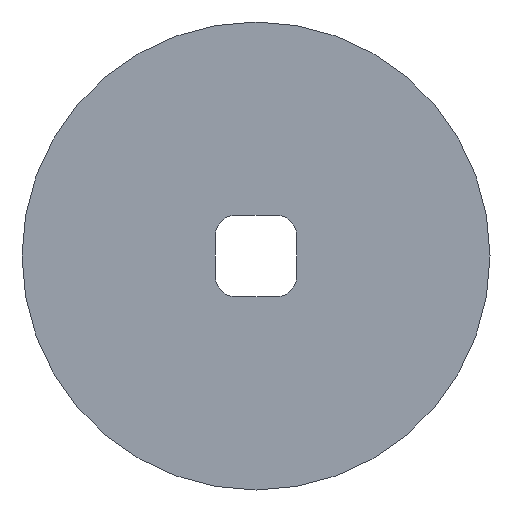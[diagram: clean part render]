
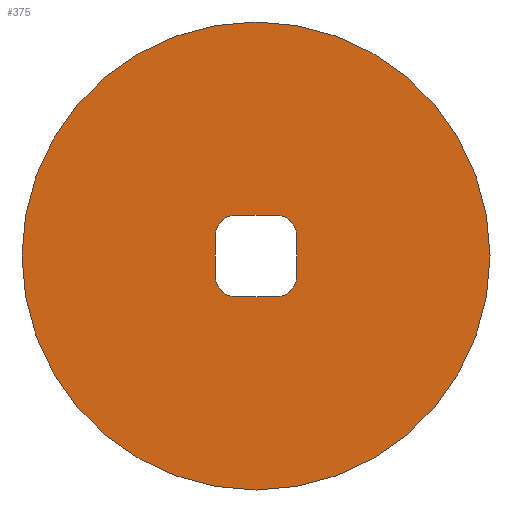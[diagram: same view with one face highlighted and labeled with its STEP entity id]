
A CAD part, front view. The second image highlights one B-rep face of the part: STEP entity #375.
In plain terms, the highlighted planar face has unit normal (0, -1, 0).
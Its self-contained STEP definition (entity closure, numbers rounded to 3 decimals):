
#2 = VERTEX_POINT ( 'NONE', #174 ) ;
#4 = PLANE ( 'NONE',  #172 ) ;
#10 = EDGE_CURVE ( 'NONE', #402, #2, #155, .T. ) ;
#15 = ORIENTED_EDGE ( 'NONE', *, *, #465, .F. ) ;
#16 = DIRECTION ( 'NONE',  ( 1., 0., 0. ) ) ;
#23 = DIRECTION ( 'NONE',  ( 0., 1., 0. ) ) ;
#28 = DIRECTION ( 'NONE',  ( 0., 0., 1. ) ) ;
#38 = CIRCLE ( 'NONE', #164, 0.06 ) ;
#42 = ORIENTED_EDGE ( 'NONE', *, *, #278, .T. ) ;
#53 = ORIENTED_EDGE ( 'NONE', *, *, #137, .T. ) ;
#61 = ORIENTED_EDGE ( 'NONE', *, *, #412, .F. ) ;
#63 = DIRECTION ( 'NONE',  ( 0., 0., 1. ) ) ;
#65 = CARTESIAN_POINT ( 'NONE',  ( 0.06, 0., -0.06 ) ) ;
#67 = CARTESIAN_POINT ( 'NONE',  ( -0.06, 0., 0.06 ) ) ;
#91 = DIRECTION ( 'NONE',  ( 0., 0., -1. ) ) ;
#92 = VERTEX_POINT ( 'NONE', #199 ) ;
#95 = VERTEX_POINT ( 'NONE', #132 ) ;
#98 = ORIENTED_EDGE ( 'NONE', *, *, #518, .T. ) ;
#99 = DIRECTION ( 'NONE',  ( 0., 0., 1. ) ) ;
#101 = DIRECTION ( 'NONE',  ( 0., 0., 1. ) ) ;
#110 = CARTESIAN_POINT ( 'NONE',  ( 0., 0., 0. ) ) ;
#119 = VERTEX_POINT ( 'NONE', #293 ) ;
#124 = AXIS2_PLACEMENT_3D ( 'NONE', #492, #289, #91 ) ;
#128 = EDGE_LOOP ( 'NONE', ( #192, #160, #148, #42, #98, #53, #355, #242 ) ) ;
#132 = CARTESIAN_POINT ( 'NONE',  ( 0., 0., 0.69 ) ) ;
#133 = VECTOR ( 'NONE', #226, 1000. ) ;
#135 = EDGE_LOOP ( 'NONE', ( #15, #61 ) ) ;
#137 = EDGE_CURVE ( 'NONE', #290, #210, #179, .T. ) ;
#142 = DIRECTION ( 'NONE',  ( 0., 1., 0. ) ) ;
#148 = ORIENTED_EDGE ( 'NONE', *, *, #345, .T. ) ;
#155 = CIRCLE ( 'NONE', #384, 0.06 ) ;
#159 = CARTESIAN_POINT ( 'NONE',  ( 0., 0., 0. ) ) ;
#160 = ORIENTED_EDGE ( 'NONE', *, *, #207, .T. ) ;
#164 = AXIS2_PLACEMENT_3D ( 'NONE', #65, #142, #458 ) ;
#172 = AXIS2_PLACEMENT_3D ( 'NONE', #159, #216, #519 ) ;
#174 = CARTESIAN_POINT ( 'NONE',  ( -0.06, 0., 0.12 ) ) ;
#175 = CARTESIAN_POINT ( 'NONE',  ( -0.06, 0., 0.12 ) ) ;
#176 = DIRECTION ( 'NONE',  ( 0., 0., 1. ) ) ;
#177 = CARTESIAN_POINT ( 'NONE',  ( 0., 0., 0. ) ) ;
#179 = CIRCLE ( 'NONE', #124, 0.06 ) ;
#180 = AXIS2_PLACEMENT_3D ( 'NONE', #177, #223, #28 ) ;
#183 = CARTESIAN_POINT ( 'NONE',  ( -0.12, 0., -0.06 ) ) ;
#192 = ORIENTED_EDGE ( 'NONE', *, *, #295, .T. ) ;
#199 = CARTESIAN_POINT ( 'NONE',  ( 0.12, 0., 0.06 ) ) ;
#207 = EDGE_CURVE ( 'NONE', #481, #92, #337, .T. ) ;
#210 = VERTEX_POINT ( 'NONE', #471 ) ;
#216 = DIRECTION ( 'NONE',  ( 0., 1., 0. ) ) ;
#223 = DIRECTION ( 'NONE',  ( 0., 1., 0. ) ) ;
#226 = DIRECTION ( 'NONE',  ( 0., 0., -1. ) ) ;
#234 = CARTESIAN_POINT ( 'NONE',  ( 0.12, 0., -0.06 ) ) ;
#240 = LINE ( 'NONE', #234, #133 ) ;
#242 = ORIENTED_EDGE ( 'NONE', *, *, #10, .T. ) ;
#260 = CARTESIAN_POINT ( 'NONE',  ( -0.06, 0., -0.12 ) ) ;
#264 = AXIS2_PLACEMENT_3D ( 'NONE', #110, #427, #99 ) ;
#272 = VECTOR ( 'NONE', #101, 1000. ) ;
#278 = EDGE_CURVE ( 'NONE', #502, #119, #38, .T. ) ;
#283 = CIRCLE ( 'NONE', #180, 0.69 ) ;
#289 = DIRECTION ( 'NONE',  ( 0., 1., 0. ) ) ;
#290 = VERTEX_POINT ( 'NONE', #260 ) ;
#293 = CARTESIAN_POINT ( 'NONE',  ( 0.06, 0., -0.12 ) ) ;
#295 = EDGE_CURVE ( 'NONE', #2, #481, #414, .T. ) ;
#299 = CARTESIAN_POINT ( 'NONE',  ( 0., 0., -0.69 ) ) ;
#301 = CARTESIAN_POINT ( 'NONE',  ( 0.12, 0., -0.06 ) ) ;
#302 = CARTESIAN_POINT ( 'NONE',  ( -0.12, 0., 0.06 ) ) ;
#303 = EDGE_CURVE ( 'NONE', #210, #402, #510, .T. ) ;
#310 = CARTESIAN_POINT ( 'NONE',  ( 0.06, 0., 0.12 ) ) ;
#329 = VECTOR ( 'NONE', #387, 1000. ) ;
#337 = CIRCLE ( 'NONE', #343, 0.06 ) ;
#341 = LINE ( 'NONE', #511, #329 ) ;
#343 = AXIS2_PLACEMENT_3D ( 'NONE', #434, #525, #63 ) ;
#345 = EDGE_CURVE ( 'NONE', #92, #502, #240, .T. ) ;
#355 = ORIENTED_EDGE ( 'NONE', *, *, #303, .T. ) ;
#360 = FACE_OUTER_BOUND ( 'NONE', #135, .T. ) ;
#375 = ADVANCED_FACE ( 'NONE', ( #397, #360 ), #4, .F. ) ;
#384 = AXIS2_PLACEMENT_3D ( 'NONE', #67, #23, #176 ) ;
#387 = DIRECTION ( 'NONE',  ( -1., 0., 0. ) ) ;
#392 = CIRCLE ( 'NONE', #264, 0.69 ) ;
#397 = FACE_BOUND ( 'NONE', #128, .T. ) ;
#402 = VERTEX_POINT ( 'NONE', #302 ) ;
#412 = EDGE_CURVE ( 'NONE', #95, #444, #392, .T. ) ;
#414 = LINE ( 'NONE', #175, #466 ) ;
#427 = DIRECTION ( 'NONE',  ( 0., 1., 0. ) ) ;
#434 = CARTESIAN_POINT ( 'NONE',  ( 0.06, 0., 0.06 ) ) ;
#444 = VERTEX_POINT ( 'NONE', #299 ) ;
#458 = DIRECTION ( 'NONE',  ( 0., 0., 1. ) ) ;
#465 = EDGE_CURVE ( 'NONE', #444, #95, #283, .T. ) ;
#466 = VECTOR ( 'NONE', #16, 1000. ) ;
#471 = CARTESIAN_POINT ( 'NONE',  ( -0.12, 0., -0.06 ) ) ;
#481 = VERTEX_POINT ( 'NONE', #310 ) ;
#492 = CARTESIAN_POINT ( 'NONE',  ( -0.06, 0., -0.06 ) ) ;
#502 = VERTEX_POINT ( 'NONE', #301 ) ;
#510 = LINE ( 'NONE', #183, #272 ) ;
#511 = CARTESIAN_POINT ( 'NONE',  ( -0.06, 0., -0.12 ) ) ;
#518 = EDGE_CURVE ( 'NONE', #119, #290, #341, .T. ) ;
#519 = DIRECTION ( 'NONE',  ( 0., 0., 1. ) ) ;
#525 = DIRECTION ( 'NONE',  ( 0., 1., 0. ) ) ;
